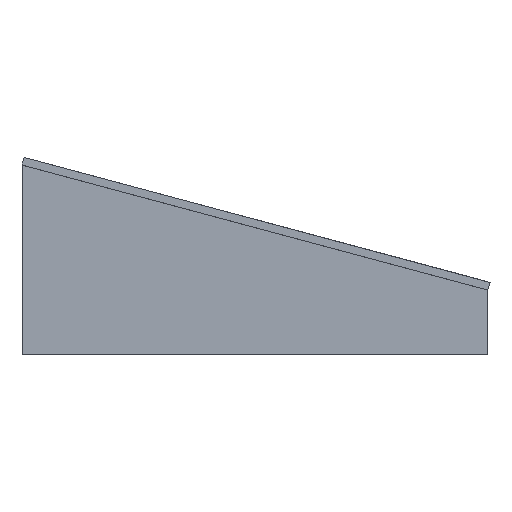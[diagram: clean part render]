
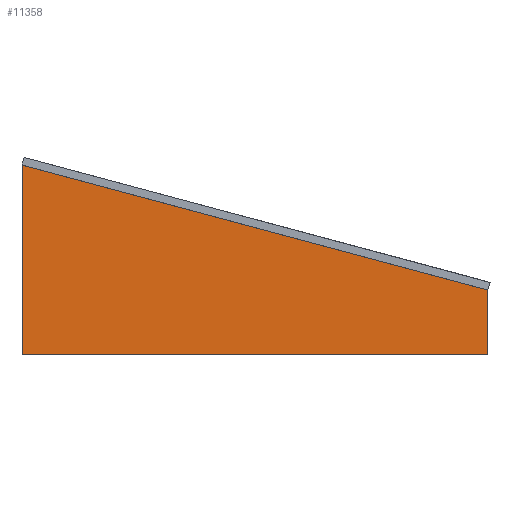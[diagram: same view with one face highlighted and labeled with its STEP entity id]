
A CAD part, left-side view. The second image highlights one B-rep face of the part: STEP entity #11358.
In plain terms, the highlighted planar face has unit normal (-1, 0, 0).
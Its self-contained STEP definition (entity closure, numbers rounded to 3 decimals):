
#897=PLANE('',#11758);
#1476=FACE_OUTER_BOUND('',#2131,.T.);
#2131=EDGE_LOOP('',(#10539,#10540,#10541,#10542));
#3205=LINE('',#20635,#4302);
#3213=LINE('',#20661,#4310);
#3216=LINE('',#20667,#4313);
#3217=LINE('',#20668,#4314);
#4302=VECTOR('',#13531,10.);
#4310=VECTOR('',#13557,10.);
#4313=VECTOR('',#13566,10.);
#4314=VECTOR('',#13567,10.);
#5654=VERTEX_POINT('',#20632);
#5655=VERTEX_POINT('',#20634);
#5661=VERTEX_POINT('',#20654);
#5664=VERTEX_POINT('',#20659);
#7287=EDGE_CURVE('',#5655,#5654,#3205,.T.);
#7297=EDGE_CURVE('',#5661,#5664,#3213,.T.);
#7300=EDGE_CURVE('',#5654,#5661,#3216,.T.);
#7301=EDGE_CURVE('',#5664,#5655,#3217,.T.);
#10539=ORIENTED_EDGE('',*,*,#7300,.T.);
#10540=ORIENTED_EDGE('',*,*,#7297,.T.);
#10541=ORIENTED_EDGE('',*,*,#7301,.T.);
#10542=ORIENTED_EDGE('',*,*,#7287,.T.);
#11358=ADVANCED_FACE('',(#1476),#897,.T.);
#11758=AXIS2_PLACEMENT_3D('',#20666,#13564,#13565);
#13531=DIRECTION('',(0.,0.,-1.));
#13557=DIRECTION('',(0.,0.,1.));
#13564=DIRECTION('center_axis',(-1.,0.,0.));
#13565=DIRECTION('ref_axis',(0.,0.,1.));
#13566=DIRECTION('',(0.,-1.,0.));
#13567=DIRECTION('',(0.,0.966,0.259));
#20632=CARTESIAN_POINT('',(-53.216,59.009,5.));
#20634=CARTESIAN_POINT('',(-53.216,59.009,40.849));
#20635=CARTESIAN_POINT('',(-53.216,59.009,40.849));
#20654=CARTESIAN_POINT('',(-53.216,-29.231,5.));
#20659=CARTESIAN_POINT('',(-53.216,-29.231,17.205));
#20661=CARTESIAN_POINT('',(-53.216,-29.231,17.205));
#20666=CARTESIAN_POINT('Origin',(-53.216,14.889,17.925));
#20667=CARTESIAN_POINT('',(-53.216,36.324,5.));
#20668=CARTESIAN_POINT('',(-53.216,59.009,40.849));
